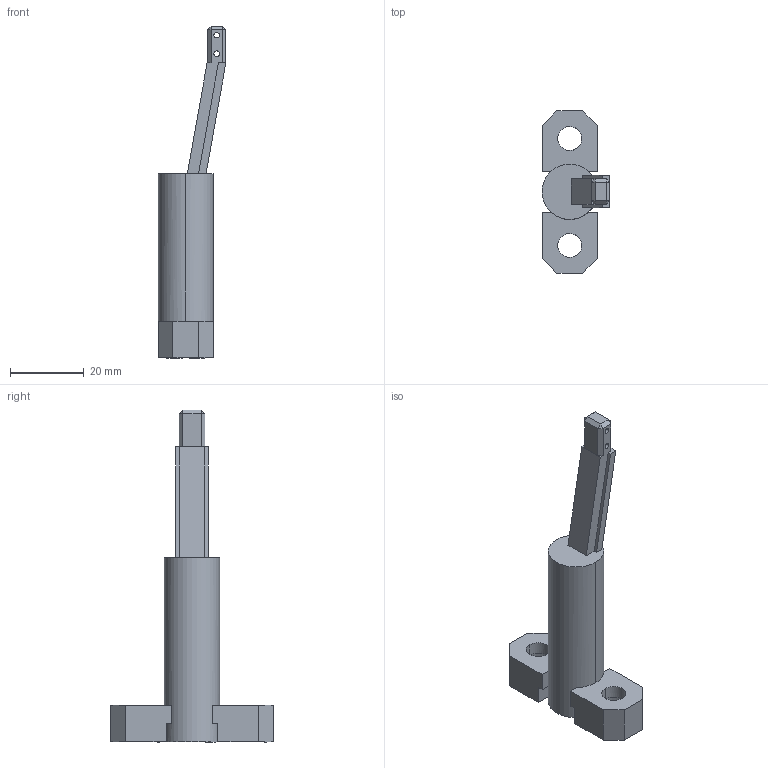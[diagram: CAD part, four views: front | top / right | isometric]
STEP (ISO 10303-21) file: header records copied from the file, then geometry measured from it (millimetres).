
FILE_DESCRIPTION(('CATIA V5 STEP Exchange'),'2;1');
FILE_NAME('SSR01_3D-02.stp','2025-09-12T07:55:25+00:00',('none'),('none'),'CATIA Version 5 Release 20 GA (IN-10)','CATIA V5 STEP AP214','none');
FILE_SCHEMA(('AUTOMOTIVE_DESIGN { 1 0 10303 214 1 1 1 1 }'));
Length unit declared in the file: millimetre
Products named in the file (1): SSR01_02
Bounding box: 18.38 x 44 x 90 mm (x, y, z)
Volume: 12985.1 mm3; surface area: 6479.9 mm2
Topology: 3 solids, 3 shells, 80 faces, 193 edges, 124 vertices
Faces by surface type: plane 60, cylinder 18, cone 2
Entity records: 2484 total; most frequent: CARTESIAN_POINT 593, ORIENTED_EDGE 386, DIRECTION 341, EDGE_CURVE 193, VECTOR 145, LINE 145, VERTEX_POINT 124, AXIS2_PLACEMENT_3D 117
